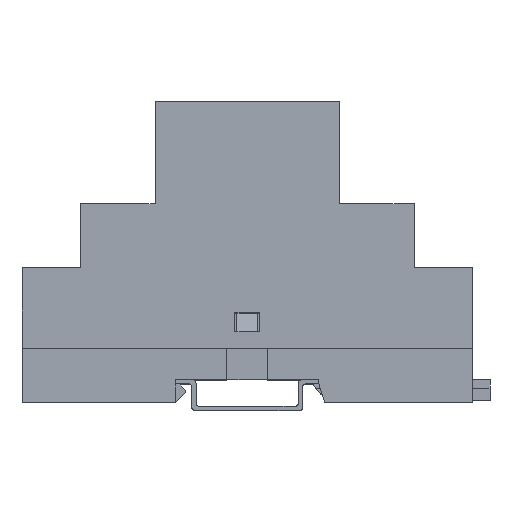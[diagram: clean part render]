
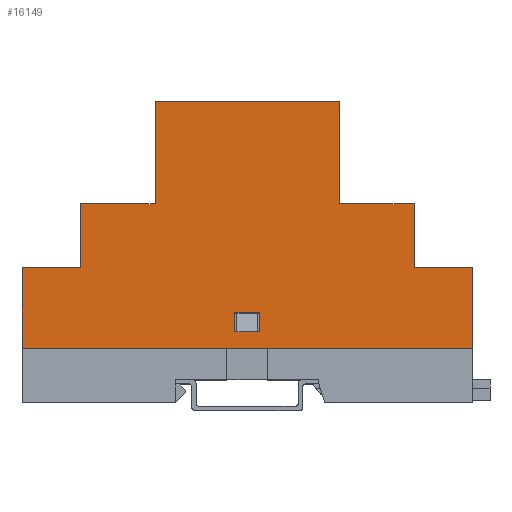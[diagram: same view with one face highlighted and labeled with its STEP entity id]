
A CAD part, top view. The second image highlights one B-rep face of the part: STEP entity #16149.
In plain terms, the highlighted face is planar.
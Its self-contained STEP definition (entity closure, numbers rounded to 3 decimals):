
#166 = ORIENTED_EDGE ( 'NONE', *, *, #16676, .F. ) ;
#311 = VECTOR ( 'NONE', #9865, 1000. ) ;
#316 = CARTESIAN_POINT ( 'NONE',  ( 11.25, 55., 35.3 ) ) ;
#434 = EDGE_CURVE ( 'NONE', #13899, #15237, #5975, .T. ) ;
#569 = VECTOR ( 'NONE', #3004, 1000. ) ;
#777 = ORIENTED_EDGE ( 'NONE', *, *, #5148, .F. ) ;
#1022 = VECTOR ( 'NONE', #8641, 1000. ) ;
#1182 = DIRECTION ( 'NONE',  ( 0., 1., 0. ) ) ;
#1254 = CARTESIAN_POINT ( 'NONE',  ( 11.25, -55., 35.3 ) ) ;
#1278 = VECTOR ( 'NONE', #1182, 1000. ) ;
#1789 = DIRECTION ( 'NONE',  ( 0., 0., -1. ) ) ;
#1975 = CARTESIAN_POINT ( 'NONE',  ( 11.25, -22.5, 60.3 ) ) ;
#2153 = ORIENTED_EDGE ( 'NONE', *, *, #4905, .T. ) ;
#2398 = DIRECTION ( 'NONE',  ( 0., 0., -1. ) ) ;
#2400 = ORIENTED_EDGE ( 'NONE', *, *, #11462, .F. ) ;
#2420 = CARTESIAN_POINT ( 'NONE',  ( 11.25, -55., 19.6 ) ) ;
#2452 = LINE ( 'NONE', #316, #311 ) ;
#2483 = VECTOR ( 'NONE', #16875, 1000. ) ;
#2538 = ORIENTED_EDGE ( 'NONE', *, *, #7703, .T. ) ;
#2540 = DIRECTION ( 'NONE',  ( 0., -1., 0. ) ) ;
#2625 = ORIENTED_EDGE ( 'NONE', *, *, #15108, .F. ) ;
#2899 = EDGE_CURVE ( 'NONE', #3734, #10315, #14824, .T. ) ;
#2942 = DIRECTION ( 'NONE',  ( 0., 1., 0. ) ) ;
#2962 = LINE ( 'NONE', #9968, #1022 ) ;
#3004 = DIRECTION ( 'NONE',  ( 0., 0., 1. ) ) ;
#3011 = VERTEX_POINT ( 'NONE', #15167 ) ;
#3071 = EDGE_CURVE ( 'NONE', #15563, #3734, #15021, .T. ) ;
#3208 = ORIENTED_EDGE ( 'NONE', *, *, #434, .F. ) ;
#3463 = DIRECTION ( 'NONE',  ( 0., 0., 1. ) ) ;
#3734 = VERTEX_POINT ( 'NONE', #13268 ) ;
#3756 = CARTESIAN_POINT ( 'NONE',  ( 11.25, -40.8, 19.6 ) ) ;
#4539 = DIRECTION ( 'NONE',  ( 0., 0., 1. ) ) ;
#4632 = VECTOR ( 'NONE', #12689, 1000. ) ;
#4905 = EDGE_CURVE ( 'NONE', #7585, #12982, #15806, .T. ) ;
#4913 = LINE ( 'NONE', #14966, #1278 ) ;
#4975 = CARTESIAN_POINT ( 'NONE',  ( 11.25, 40.8, 35.3 ) ) ;
#5097 = AXIS2_PLACEMENT_3D ( 'NONE', #15556, #8694, #4539 ) ;
#5148 = EDGE_CURVE ( 'NONE', #6454, #13899, #4913, .T. ) ;
#5606 = PLANE ( 'NONE',  #5097 ) ;
#5975 = LINE ( 'NONE', #8589, #13428 ) ;
#6060 = CARTESIAN_POINT ( 'NONE',  ( 11.25, -3., 8.7 ) ) ;
#6376 = VECTOR ( 'NONE', #7143, 1000. ) ;
#6454 = VERTEX_POINT ( 'NONE', #16053 ) ;
#6506 = VECTOR ( 'NONE', #13928, 1000. ) ;
#6646 = CARTESIAN_POINT ( 'NONE',  ( 11.25, -22.5, 60.3 ) ) ;
#6652 = ORIENTED_EDGE ( 'NONE', *, *, #9124, .F. ) ;
#6881 = EDGE_CURVE ( 'NONE', #6454, #10528, #11885, .T. ) ;
#7001 = EDGE_CURVE ( 'NONE', #12936, #11494, #12094, .T. ) ;
#7006 = LINE ( 'NONE', #11572, #13396 ) ;
#7143 = DIRECTION ( 'NONE',  ( 0., 1., 0. ) ) ;
#7267 = FACE_OUTER_BOUND ( 'NONE', #8196, .T. ) ;
#7308 = CARTESIAN_POINT ( 'NONE',  ( 11.25, -3., 8.7 ) ) ;
#7408 = DIRECTION ( 'NONE',  ( 0., 0., -1. ) ) ;
#7551 = VERTEX_POINT ( 'NONE', #14799 ) ;
#7585 = VERTEX_POINT ( 'NONE', #6646 ) ;
#7703 = EDGE_CURVE ( 'NONE', #10063, #10499, #10566, .T. ) ;
#8129 = ORIENTED_EDGE ( 'NONE', *, *, #3071, .F. ) ;
#8196 = EDGE_LOOP ( 'NONE', ( #15384, #10952, #2400, #2538, #17151, #3208, #777, #15657, #8458, #14057, #166, #2153 ) ) ;
#8424 = CARTESIAN_POINT ( 'NONE',  ( 11.25, 3., 8.7 ) ) ;
#8458 = ORIENTED_EDGE ( 'NONE', *, *, #11085, .F. ) ;
#8589 = CARTESIAN_POINT ( 'NONE',  ( 11.25, 55., 35.3 ) ) ;
#8641 = DIRECTION ( 'NONE',  ( 0., 1., 0. ) ) ;
#8694 = DIRECTION ( 'NONE',  ( -1., 0., 0. ) ) ;
#9041 = LINE ( 'NONE', #13294, #11814 ) ;
#9062 = DIRECTION ( 'NONE',  ( 0., 1., 0. ) ) ;
#9124 = EDGE_CURVE ( 'NONE', #7551, #15563, #2962, .T. ) ;
#9163 = CARTESIAN_POINT ( 'NONE',  ( 11.25, 3., 8.7 ) ) ;
#9865 = DIRECTION ( 'NONE',  ( 0., 1., 0. ) ) ;
#9968 = CARTESIAN_POINT ( 'NONE',  ( 11.25, 3., 4. ) ) ;
#10063 = VERTEX_POINT ( 'NONE', #2420 ) ;
#10099 = CARTESIAN_POINT ( 'NONE',  ( 11.25, 55., 19.6 ) ) ;
#10315 = VERTEX_POINT ( 'NONE', #7308 ) ;
#10432 = CARTESIAN_POINT ( 'NONE',  ( 11.25, -40.8, 19.6 ) ) ;
#10499 = VERTEX_POINT ( 'NONE', #14337 ) ;
#10528 = VERTEX_POINT ( 'NONE', #4975 ) ;
#10543 = VECTOR ( 'NONE', #2540, 1000. ) ;
#10566 = LINE ( 'NONE', #1254, #13589 ) ;
#10809 = EDGE_CURVE ( 'NONE', #10499, #15237, #16623, .T. ) ;
#10952 = ORIENTED_EDGE ( 'NONE', *, *, #7001, .F. ) ;
#11085 = EDGE_CURVE ( 'NONE', #16082, #10528, #7006, .T. ) ;
#11118 = CARTESIAN_POINT ( 'NONE',  ( 11.25, 22.5, 60.3 ) ) ;
#11150 = CARTESIAN_POINT ( 'NONE',  ( 11.25, 40.8, 19.6 ) ) ;
#11272 = LINE ( 'NONE', #11118, #6376 ) ;
#11351 = ORIENTED_EDGE ( 'NONE', *, *, #2899, .F. ) ;
#11462 = EDGE_CURVE ( 'NONE', #10063, #12936, #14429, .T. ) ;
#11494 = VERTEX_POINT ( 'NONE', #14178 ) ;
#11572 = CARTESIAN_POINT ( 'NONE',  ( 11.25, 55., 35.3 ) ) ;
#11814 = VECTOR ( 'NONE', #2398, 1000. ) ;
#11885 = LINE ( 'NONE', #11150, #569 ) ;
#12094 = LINE ( 'NONE', #10432, #15502 ) ;
#12286 = DIRECTION ( 'NONE',  ( 0., 0., -1. ) ) ;
#12579 = EDGE_CURVE ( 'NONE', #11494, #12982, #2452, .T. ) ;
#12689 = DIRECTION ( 'NONE',  ( 0., 1., 0. ) ) ;
#12936 = VERTEX_POINT ( 'NONE', #3756 ) ;
#12941 = EDGE_CURVE ( 'NONE', #3011, #16082, #9041, .T. ) ;
#12982 = VERTEX_POINT ( 'NONE', #14666 ) ;
#13268 = CARTESIAN_POINT ( 'NONE',  ( 11.25, 3., 8.7 ) ) ;
#13294 = CARTESIAN_POINT ( 'NONE',  ( 11.25, 22.5, 60.3 ) ) ;
#13396 = VECTOR ( 'NONE', #9062, 1000. ) ;
#13428 = VECTOR ( 'NONE', #1789, 1000. ) ;
#13454 = FACE_BOUND ( 'NONE', #16680, .T. ) ;
#13468 = VECTOR ( 'NONE', #7408, 1000. ) ;
#13589 = VECTOR ( 'NONE', #12286, 1000. ) ;
#13792 = CARTESIAN_POINT ( 'NONE',  ( 11.25, 55., 0. ) ) ;
#13899 = VERTEX_POINT ( 'NONE', #10099 ) ;
#13928 = DIRECTION ( 'NONE',  ( 0., 0., 1. ) ) ;
#13957 = CARTESIAN_POINT ( 'NONE',  ( 11.25, 22.5, 35.3 ) ) ;
#14057 = ORIENTED_EDGE ( 'NONE', *, *, #12941, .F. ) ;
#14078 = CARTESIAN_POINT ( 'NONE',  ( 11.25, -55., 19.6 ) ) ;
#14178 = CARTESIAN_POINT ( 'NONE',  ( 11.25, -40.8, 35.3 ) ) ;
#14337 = CARTESIAN_POINT ( 'NONE',  ( 11.25, -55., 0. ) ) ;
#14347 = CARTESIAN_POINT ( 'NONE',  ( 11.25, 55., 0. ) ) ;
#14429 = LINE ( 'NONE', #14078, #4632 ) ;
#14666 = CARTESIAN_POINT ( 'NONE',  ( 11.25, -22.5, 35.3 ) ) ;
#14799 = CARTESIAN_POINT ( 'NONE',  ( 11.25, -3., 4. ) ) ;
#14824 = LINE ( 'NONE', #9163, #10543 ) ;
#14898 = VECTOR ( 'NONE', #2942, 1000. ) ;
#14966 = CARTESIAN_POINT ( 'NONE',  ( 11.25, 55., 19.6 ) ) ;
#15021 = LINE ( 'NONE', #8424, #6506 ) ;
#15108 = EDGE_CURVE ( 'NONE', #10315, #7551, #16368, .T. ) ;
#15167 = CARTESIAN_POINT ( 'NONE',  ( 11.25, 22.5, 60.3 ) ) ;
#15237 = VERTEX_POINT ( 'NONE', #14347 ) ;
#15280 = CARTESIAN_POINT ( 'NONE',  ( 11.25, 3., 4. ) ) ;
#15384 = ORIENTED_EDGE ( 'NONE', *, *, #12579, .F. ) ;
#15502 = VECTOR ( 'NONE', #3463, 1000. ) ;
#15556 = CARTESIAN_POINT ( 'NONE',  ( 11.25, 55., 35.3 ) ) ;
#15563 = VERTEX_POINT ( 'NONE', #15280 ) ;
#15657 = ORIENTED_EDGE ( 'NONE', *, *, #6881, .T. ) ;
#15806 = LINE ( 'NONE', #1975, #13468 ) ;
#16053 = CARTESIAN_POINT ( 'NONE',  ( 11.25, 40.8, 19.6 ) ) ;
#16082 = VERTEX_POINT ( 'NONE', #13957 ) ;
#16149 = ADVANCED_FACE ( 'NONE', ( #13454, #7267 ), #5606, .F. ) ;
#16368 = LINE ( 'NONE', #6060, #2483 ) ;
#16623 = LINE ( 'NONE', #13792, #14898 ) ;
#16676 = EDGE_CURVE ( 'NONE', #7585, #3011, #11272, .T. ) ;
#16680 = EDGE_LOOP ( 'NONE', ( #11351, #8129, #6652, #2625 ) ) ;
#16875 = DIRECTION ( 'NONE',  ( 0., 0., -1. ) ) ;
#17151 = ORIENTED_EDGE ( 'NONE', *, *, #10809, .T. ) ;
